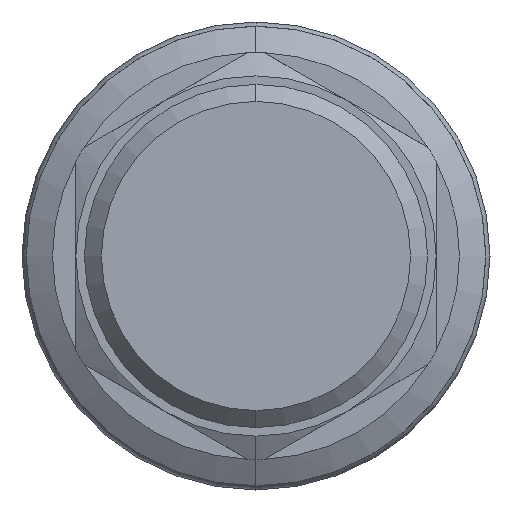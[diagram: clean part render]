
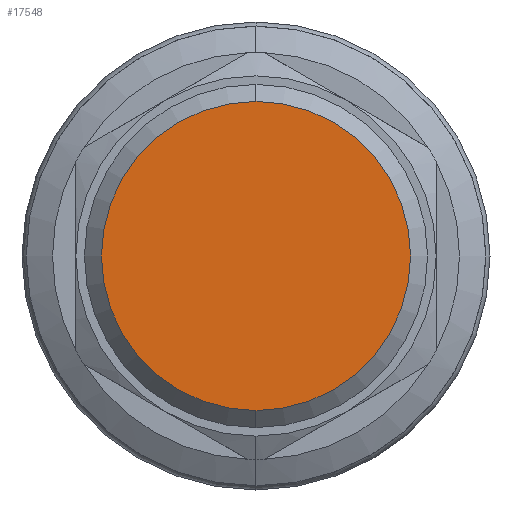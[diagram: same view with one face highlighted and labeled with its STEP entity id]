
A CAD part, left-side view. The second image highlights one B-rep face of the part: STEP entity #17548.
In plain terms, the highlighted planar face has unit normal (-1, 0, 0).
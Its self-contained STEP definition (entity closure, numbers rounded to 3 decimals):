
#790 = VERTEX_POINT ( 'NONE', #7558 ) ;
#1058 = DIRECTION ( 'NONE',  ( 0., 0., 1. ) ) ;
#2225 = CIRCLE ( 'NONE', #10377, 13.6 ) ;
#2986 = DIRECTION ( 'NONE',  ( 0., 0., 1. ) ) ;
#4244 = CARTESIAN_POINT ( 'NONE',  ( -45.485, 0., 0. ) ) ;
#7558 = CARTESIAN_POINT ( 'NONE',  ( -45.485, 0., -13.6 ) ) ;
#7871 = DIRECTION ( 'NONE',  ( -1., 0., 0. ) ) ;
#8527 = CARTESIAN_POINT ( 'NONE',  ( -45.485, 0., 0. ) ) ;
#9162 = DIRECTION ( 'NONE',  ( -1., 0., 0. ) ) ;
#9449 = CARTESIAN_POINT ( 'NONE',  ( -45.485, 0., 0. ) ) ;
#10042 = DIRECTION ( 'NONE',  ( 1., 0., 0. ) ) ;
#10157 = EDGE_CURVE ( 'NONE', #17580, #790, #2225, .T. ) ;
#10377 = AXIS2_PLACEMENT_3D ( 'NONE', #4244, #9162, #1058 ) ;
#11826 = AXIS2_PLACEMENT_3D ( 'NONE', #8527, #10042, #16510 ) ;
#13662 = EDGE_LOOP ( 'NONE', ( #18672, #17953 ) ) ;
#14728 = AXIS2_PLACEMENT_3D ( 'NONE', #9449, #7871, #2986 ) ;
#15735 = FACE_OUTER_BOUND ( 'NONE', #13662, .T. ) ;
#16510 = DIRECTION ( 'NONE',  ( 0., 0., -1. ) ) ;
#17548 = ADVANCED_FACE ( 'NONE', ( #15735 ), #18076, .F. ) ;
#17580 = VERTEX_POINT ( 'NONE', #19877 ) ;
#17953 = ORIENTED_EDGE ( 'NONE', *, *, #10157, .T. ) ;
#18076 = PLANE ( 'NONE',  #11826 ) ;
#18672 = ORIENTED_EDGE ( 'NONE', *, *, #19426, .T. ) ;
#19426 = EDGE_CURVE ( 'NONE', #790, #17580, #20847, .T. ) ;
#19877 = CARTESIAN_POINT ( 'NONE',  ( -45.485, 0., 13.6 ) ) ;
#20847 = CIRCLE ( 'NONE', #14728, 13.6 ) ;
